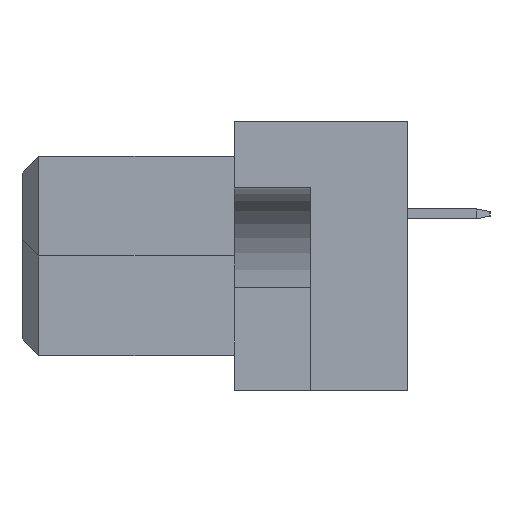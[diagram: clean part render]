
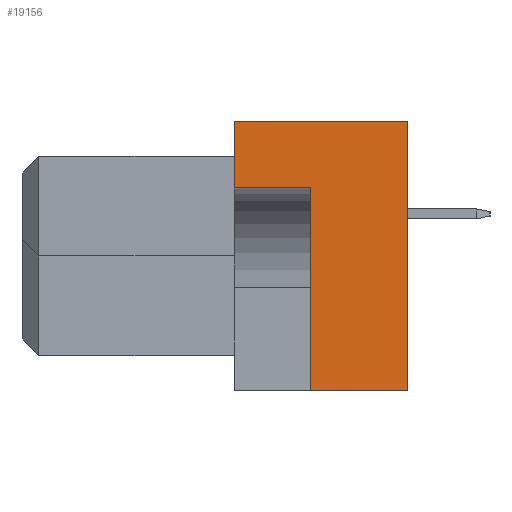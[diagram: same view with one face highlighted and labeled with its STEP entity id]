
A CAD part, left-side view. The second image highlights one B-rep face of the part: STEP entity #19156.
In plain terms, the highlighted planar face has unit normal (-1, 0, 0).
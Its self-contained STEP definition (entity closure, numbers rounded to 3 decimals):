
#592 = FACE_OUTER_BOUND ( 'NONE', #7055, .T. ) ;
#1639 = VERTEX_POINT ( 'NONE', #7815 ) ;
#2171 = VECTOR ( 'NONE', #11962, 1000. ) ;
#2213 = ORIENTED_EDGE ( 'NONE', *, *, #21581, .T. ) ;
#2460 = LINE ( 'NONE', #2729, #8586 ) ;
#2729 = CARTESIAN_POINT ( 'NONE',  ( -47.5, 5.2, -4.05 ) ) ;
#3185 = VERTEX_POINT ( 'NONE', #15605 ) ;
#3823 = DIRECTION ( 'NONE',  ( 0., -1., 0. ) ) ;
#4481 = EDGE_CURVE ( 'NONE', #7780, #3185, #15865, .T. ) ;
#5151 = LINE ( 'NONE', #19294, #6208 ) ;
#5804 = EDGE_CURVE ( 'NONE', #1639, #7780, #5151, .T. ) ;
#6057 = EDGE_CURVE ( 'NONE', #7099, #18759, #8187, .T. ) ;
#6189 = CARTESIAN_POINT ( 'NONE',  ( -47.5, 2.9, 2.05 ) ) ;
#6208 = VECTOR ( 'NONE', #13226, 1000. ) ;
#6537 = PLANE ( 'NONE',  #19824 ) ;
#7055 = EDGE_LOOP ( 'NONE', ( #25768, #15379, #24737, #7577, #2213, #8007 ) ) ;
#7099 = VERTEX_POINT ( 'NONE', #13491 ) ;
#7577 = ORIENTED_EDGE ( 'NONE', *, *, #18765, .T. ) ;
#7780 = VERTEX_POINT ( 'NONE', #12641 ) ;
#7815 = CARTESIAN_POINT ( 'NONE',  ( -47.5, 5.2, 2.05 ) ) ;
#8007 = ORIENTED_EDGE ( 'NONE', *, *, #4481, .F. ) ;
#8187 = LINE ( 'NONE', #6189, #22604 ) ;
#8266 = DIRECTION ( 'NONE',  ( 1., 0., 0. ) ) ;
#8586 = VECTOR ( 'NONE', #18866, 1000. ) ;
#11563 = CARTESIAN_POINT ( 'NONE',  ( -47.5, 0., 4.05 ) ) ;
#11584 = DIRECTION ( 'NONE',  ( 0., 1., 0. ) ) ;
#11689 = LINE ( 'NONE', #11563, #2171 ) ;
#11962 = DIRECTION ( 'NONE',  ( 0., 0., 1. ) ) ;
#11981 = CARTESIAN_POINT ( 'NONE',  ( -47.5, 2.9, 2.05 ) ) ;
#12641 = CARTESIAN_POINT ( 'NONE',  ( -47.5, 5.2, 4.05 ) ) ;
#13226 = DIRECTION ( 'NONE',  ( 0., 0., 1. ) ) ;
#13491 = CARTESIAN_POINT ( 'NONE',  ( -47.5, 2.9, -4.05 ) ) ;
#14267 = DIRECTION ( 'NONE',  ( 0., 0., 1. ) ) ;
#14608 = CARTESIAN_POINT ( 'NONE',  ( -47.5, 5.2, 4.05 ) ) ;
#14739 = VECTOR ( 'NONE', #11584, 1000. ) ;
#15379 = ORIENTED_EDGE ( 'NONE', *, *, #25680, .F. ) ;
#15605 = CARTESIAN_POINT ( 'NONE',  ( -47.5, 0., 4.05 ) ) ;
#15865 = LINE ( 'NONE', #21931, #23907 ) ;
#16053 = CARTESIAN_POINT ( 'NONE',  ( -47.5, 0., -4.05 ) ) ;
#16073 = LINE ( 'NONE', #11981, #14739 ) ;
#16335 = DIRECTION ( 'NONE',  ( 0., 0., -1. ) ) ;
#18759 = VERTEX_POINT ( 'NONE', #22951 ) ;
#18765 = EDGE_CURVE ( 'NONE', #7099, #21533, #2460, .T. ) ;
#18866 = DIRECTION ( 'NONE',  ( 0., -1., 0. ) ) ;
#19156 = ADVANCED_FACE ( 'NONE', ( #592 ), #6537, .F. ) ;
#19294 = CARTESIAN_POINT ( 'NONE',  ( -47.5, 5.2, 4.05 ) ) ;
#19824 = AXIS2_PLACEMENT_3D ( 'NONE', #14608, #8266, #16335 ) ;
#21533 = VERTEX_POINT ( 'NONE', #16053 ) ;
#21581 = EDGE_CURVE ( 'NONE', #21533, #3185, #11689, .T. ) ;
#21931 = CARTESIAN_POINT ( 'NONE',  ( -47.5, 5.2, 4.05 ) ) ;
#22604 = VECTOR ( 'NONE', #14267, 1000. ) ;
#22951 = CARTESIAN_POINT ( 'NONE',  ( -47.5, 2.9, 2.05 ) ) ;
#23907 = VECTOR ( 'NONE', #3823, 1000. ) ;
#24737 = ORIENTED_EDGE ( 'NONE', *, *, #6057, .F. ) ;
#25680 = EDGE_CURVE ( 'NONE', #18759, #1639, #16073, .T. ) ;
#25768 = ORIENTED_EDGE ( 'NONE', *, *, #5804, .F. ) ;
